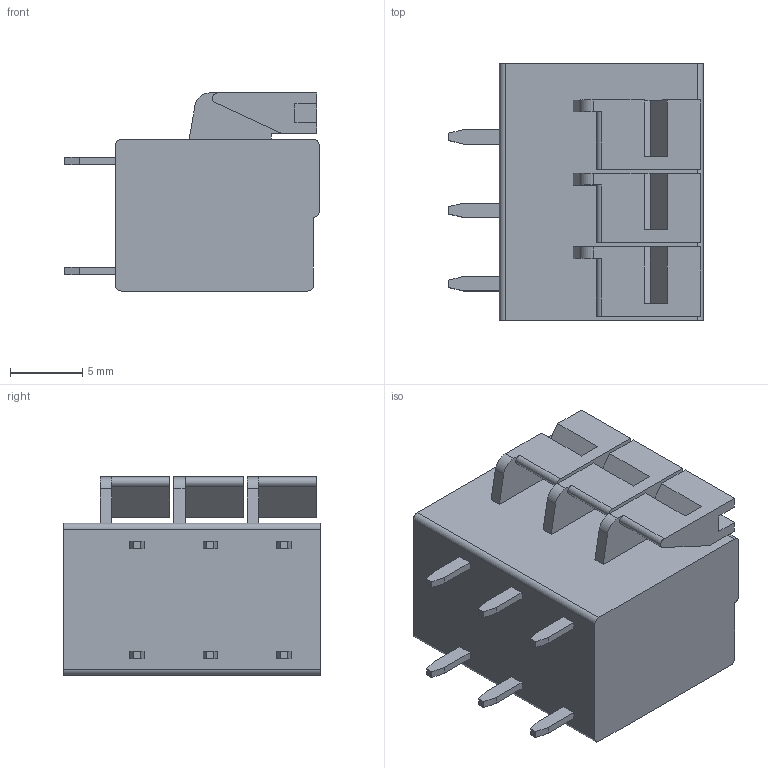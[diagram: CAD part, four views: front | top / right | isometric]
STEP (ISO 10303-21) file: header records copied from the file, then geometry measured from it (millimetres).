
FILE_DESCRIPTION((''),'2;1');
FILE_NAME('DB142-508-1P','2022-04-21T',('86134'),(''),'PRO/ENGINEER BY PARAMETRIC TECHNOLOGY CORPORATION, 2010280','PRO/ENGINEER BY PARAMETRIC TECHNOLOGY CORPORATION, 2010280','');
FILE_SCHEMA(('CONFIG_CONTROL_DESIGN'));
Length unit declared in the file: millimetre
Products named in the file (1): DB142-508-1P
Bounding box: 17.6 x 17.78 x 13.7 mm (x, y, z)
Volume: 2615.2 mm3; surface area: 1827.4 mm2
Topology: 1 solids, 1 shells, 150 faces, 399 edges, 267 vertices
Faces by surface type: plane 130, cylinder 14, cone 6
Entity records: 4645 total; most frequent: CARTESIAN_POINT 816, ORIENTED_EDGE 798, DIRECTION 739, EDGE_CURVE 399, VECTOR 359, LINE 359, VERTEX_POINT 267, AXIS2_PLACEMENT_3D 190
